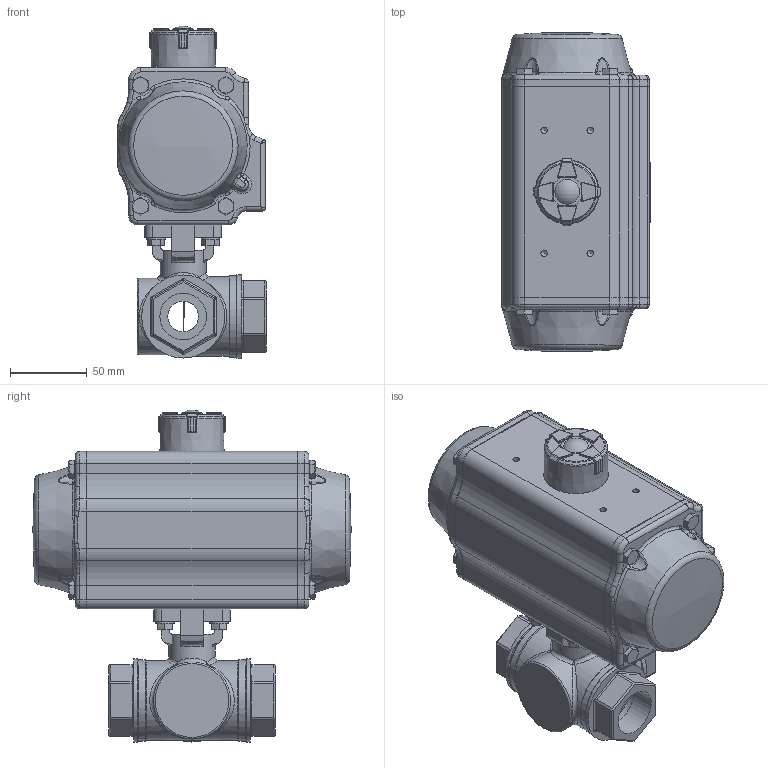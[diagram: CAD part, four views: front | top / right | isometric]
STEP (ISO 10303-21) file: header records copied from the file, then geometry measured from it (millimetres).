
FILE_DESCRIPTION(/* description */ ('Unknown','CAx-IF Rec.Pracs.---Representation and Presentation of Product Manufacturing Information (PMI)---4.0---2014-10-13','CAx-IF Rec.Pracs.---3D Tessellated Geometry---0.4---2014-09-14','2;1'),/* implementation_level */ '2;1');
FILE_NAME(/* name */ 'FR03 9334_9335-06',/* time_stamp */ '2023-11-02T08:42:23+01:00',/* author */ ('Unknown'),/* organization */ ('Unknown'),/* preprocessor_version */ 'ST-DEVELOPER v18.102',/* originating_system */ 'Solid Edge',/* authorisation */ 'Unknown');
FILE_SCHEMA (('AP242_MANAGED_MODEL_BASED_3D_ENGINEERING_MIM_LF { 1 0 10303 442 1 1 4 }'));
Length unit declared in the file: millimetre
Products named in the file (12): FR03 9334_9335-06; DIN558_M_6x16.1.3; DIN126-M6; 8.303_308.025; DW04_FR03_(DW70_FR52); ____; ________(___________; _____________; ______; hex head bolts-full thread grade c gb_GB_FASTENER_BOLT_HHBFTC M6X20-N; cup head nib bolts with large head gb_GB_FASTENER_BOLT_CHNBW M6X25-N; KP-75
Assembly tree (26 placements, depth 4):
  FR03 9334_9335-06
    DIN558_M_6x16.1.3  x4
    DIN126-M6  x4
    8.303_308.025
    DW04_FR03_(DW70_FR52)
      ____
        ________(___________  x2
        _____________  x2
        ______
      hex head bolts-full thread grade c gb_GB_FASTENER_BOLT_HHBFTC M6X20-N  x8
      cup head nib bolts with large head gb_GB_FASTENER_BOLT_CHNBW M6X25-N
      KP-75
Bounding box: 96.5 x 206.95 x 215.91 mm (x, y, z)
Volume: 1821697.7 mm3; surface area: 162014.8 mm2
Topology: 24 solids, 24 shells, 1219 faces, 2914 edges, 1745 vertices
Faces by surface type: plane 445, cylinder 353, bspline 161, cone 140, torus 99, sphere 21
Full cylindrical faces by diameter (mm): 3 x18, 3.3 x8, 4.2 x8, 4.66 x1, 4.917 x1, 5 x13, 6 x13, 6.2 x1, 6.6 x4, 6.8 x4, 8.8 x2, 12 x4, 20 x2, 21.8 x1, 24.6 x1, 30 x1, 30.291 x6, 32 x2, 33 x1, 38.5 x1, 50 x1, 52 x5, 53 x3, 54 x3
Entity records: 32813 total; most frequent: CARTESIAN_POINT 11197, DIRECTION 4008, ORIENTED_EDGE 3962, EDGE_CURVE 1981, AXIS2_PLACEMENT_3D 1563, VERTEX_POINT 1291, FACE_BOUND 1114, EDGE_LOOP 1087
